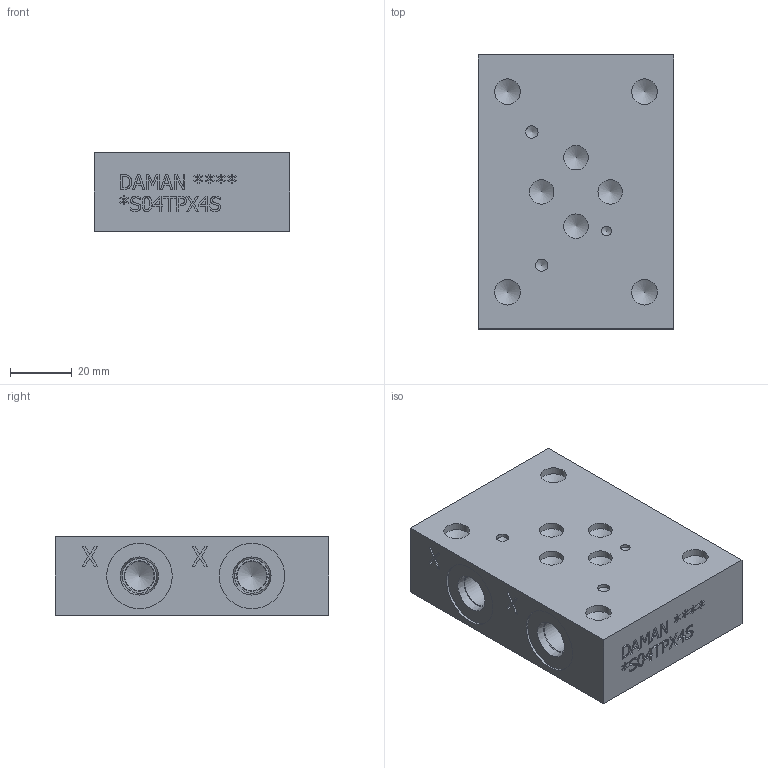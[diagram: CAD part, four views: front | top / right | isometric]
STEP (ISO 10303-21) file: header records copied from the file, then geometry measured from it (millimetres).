
FILE_DESCRIPTION(/* description */ (''),/* implementation_level */ '2;1');
FILE_NAME(/* name */ '_S04TPX4S.stp',/* time_stamp */ '2020-05-12T10:01:32-04:00',/* author */ ('alexanderw'),/* organization */ (''),/* preprocessor_version */ 'ST-DEVELOPER v17',/* originating_system */ 'Autodesk Inventor 2019',/* authorisation */ '');
FILE_SCHEMA (('AUTOMOTIVE_DESIGN { 1 0 10303 214 3 1 1 }'));
Length unit declared in the file: millimetre
Products named in the file (1): Part_AS04TPX4S_3D
Bounding box: 63.5 x 88.9 x 25.4 mm (x, y, z)
Volume: 136006 mm3; surface area: 22083.1 mm2
Topology: 1 solids, 1 shells, 390 faces, 1089 edges, 736 vertices
Faces by surface type: plane 270, bspline 60, cylinder 32, cone 28
Full cylindrical faces by diameter (mm): 3.175 x2, 3.962 x1, 4.013 x1, 7.925 x8, 8.331 x8, 9.525 x2, 9.881 x2, 11.125 x2, 14.275 x4, 21.285 x2
Entity records: 13020 total; most frequent: CARTESIAN_POINT 2974, ORIENTED_EDGE 2134, DIRECTION 1737, EDGE_CURVE 1067, LINE 819, VECTOR 819, VERTEX_POINT 736, AXIS2_PLACEMENT_3D 459
